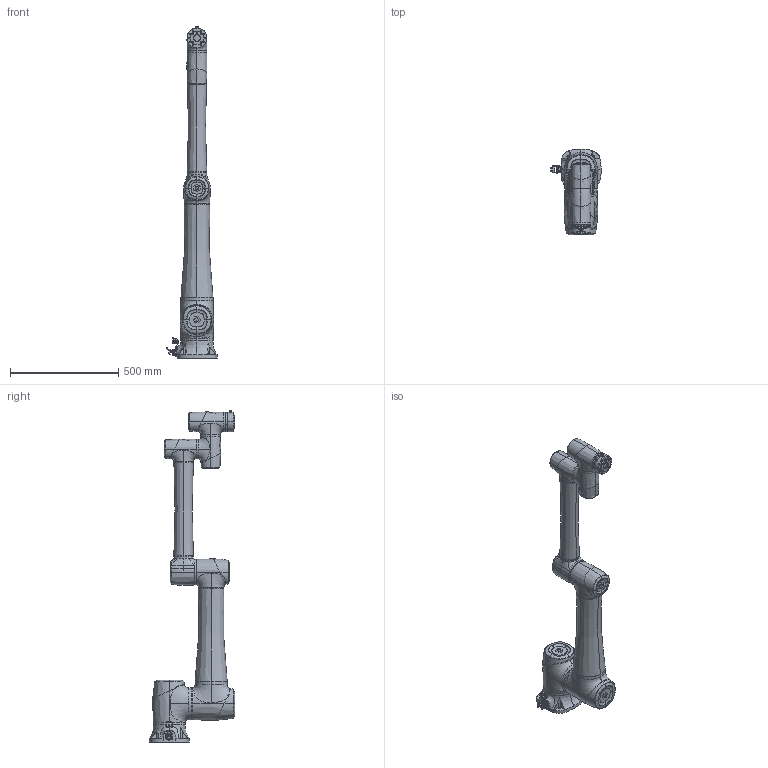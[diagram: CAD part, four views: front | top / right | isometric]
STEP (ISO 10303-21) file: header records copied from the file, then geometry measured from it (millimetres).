
FILE_DESCRIPTION((''),'2;1');
FILE_NAME('CR10_-20210812_ASM','2021-08-12T14:10:08',('Dobot'),(''),'CREO PARAMETRIC BY PTC INC, 2017260','CREO PARAMETRIC BY PTC INC, 2017260','');
FILE_SCHEMA(('CONFIG_CONTROL_DESIGN'));
Length unit declared in the file: millimetre
Products named in the file (35): J1-CR10_1; NONE-34145_1; NONE-36023_1; NONE-37397_1; NONE-81708_1; NONE-82398_1; NONE-82664_1; NONE-83120_1; NONE-83819_1; NONE-84057_1; NONE-127921_1; NONE-128385_1; NONE-128841_1; NONE-129290_1; NONE-129511_1; NONE-130207_1; NONE-130442_1; NONE-130686_1; NONE-131129_1; NONE-131594_1; NONE-131812_1; _CR00_ASM_1_ASM; J3-CR10_1; J5-CR10_1; J4-CR10_1; NONE-84978_1; NONE-85449_1; J2-CR10_ASM_1_ASM; NONE-81267_1; NONE-129055_3; NONE-35784_1; J6-CR10_ASM_1_ASM; CR10-0001_ASM_1_ASM; CR10__ASM_1_ASM; CR10_-20210812_ASM
Assembly tree (34 placements, depth 5):
  CR10_-20210812_ASM
    CR10__ASM_1_ASM
      CR10-0001_ASM_1_ASM
        J1-CR10_1
        _CR00_ASM_1_ASM
          NONE-34145_1
          NONE-36023_1
          NONE-37397_1
          NONE-81708_1
          NONE-82398_1
          NONE-82664_1
          NONE-83120_1
          NONE-83819_1
          NONE-84057_1
          NONE-127921_1
          NONE-128385_1
          NONE-128841_1
          NONE-129290_1
          NONE-129511_1
          NONE-130207_1
          NONE-130442_1
          NONE-130686_1
          NONE-131129_1
          NONE-131594_1
          NONE-131812_1
        J3-CR10_1
        J5-CR10_1
        J4-CR10_1
        J2-CR10_ASM_1_ASM
          NONE-84978_1
          NONE-85449_1
        J6-CR10_ASM_1_ASM
          NONE-81267_1
          NONE-129055_3
          NONE-35784_1
Bounding box: 231.79 x 395.4 x 1531.77 mm (x, y, z)
Volume: 24797842.5 mm3; surface area: 1136040.4 mm2
Topology: 29 solids, 41 shells, 2957 faces, 7424 edges, 4791 vertices
Faces by surface type: plane 1630, cylinder 656, bspline 310, cone 238, extrusion 72, torus 51
Entity records: 121339 total; most frequent: CARTESIAN_POINT 51002, ORIENTED_EDGE 14776, DIRECTION 13756, EDGE_CURVE 7388, VERTEX_POINT 4791, AXIS2_PLACEMENT_3D 4666, VECTOR 4424, LINE 4352
